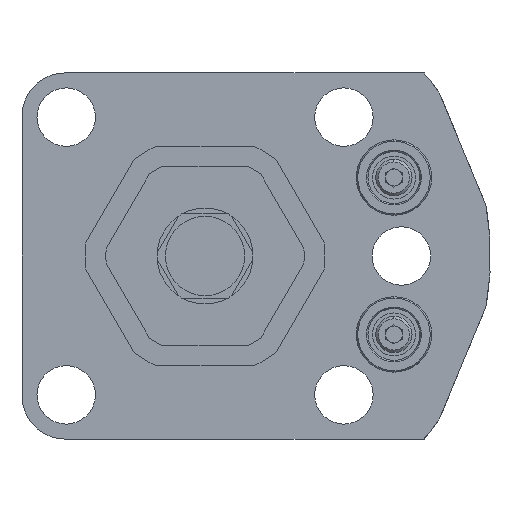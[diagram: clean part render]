
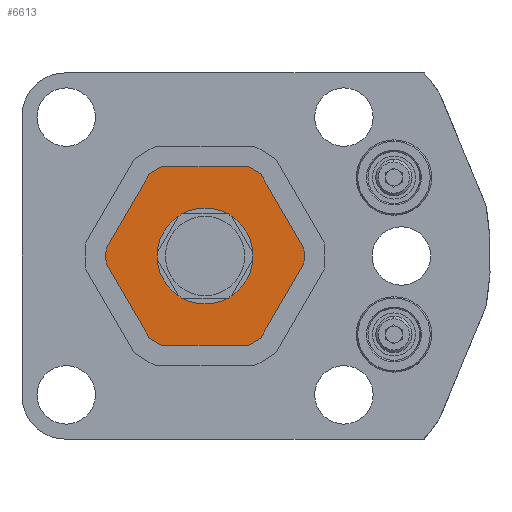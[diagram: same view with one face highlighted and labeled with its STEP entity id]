
A CAD part, left-side view. The second image highlights one B-rep face of the part: STEP entity #6613.
In plain terms, the highlighted planar face has unit normal (-1, 0, 0).
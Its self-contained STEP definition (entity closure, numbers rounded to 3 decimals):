
#2293=CARTESIAN_POINT('',(-44.267,0.,0.));
#2294=DIRECTION('',(-1.,0.,0.));
#2295=DIRECTION('',(0.,-0.997,-0.073));
#2296=AXIS2_PLACEMENT_3D('',#2293,#2294,#2295);
#2308=CARTESIAN_POINT('',(-44.267,0.,0.));
#2309=DIRECTION('',(-1.,0.,0.));
#2310=DIRECTION('',(0.,0.997,0.073));
#2311=AXIS2_PLACEMENT_3D('',#2308,#2309,#2310);
#2360=DIRECTION('',(0.,-0.5,-0.866));
#2361=VECTOR('',#2360,13.077);
#2362=CARTESIAN_POINT('',(-44.267,-8.422,12.412));
#2363=LINE('',#2362,#2361);
#2367=DIRECTION('',(0.,0.5,-0.866));
#2368=VECTOR('',#2367,13.077);
#2369=CARTESIAN_POINT('',(-44.267,-14.961,-1.088));
#2370=LINE('',#2369,#2368);
#2374=CARTESIAN_POINT('',(-44.267,0.,0.));
#2375=DIRECTION('',(-1.,0.,0.));
#2376=DIRECTION('',(0.,-0.436,-0.9));
#2377=AXIS2_PLACEMENT_3D('',#2374,#2375,#2376);
#2382=DIRECTION('',(0.,1.,0.));
#2383=VECTOR('',#2382,13.077);
#2384=CARTESIAN_POINT('',(-44.267,-6.538,-13.5));
#2385=LINE('',#2384,#2383);
#2389=CARTESIAN_POINT('',(-44.267,0.,0.));
#2390=DIRECTION('',(-1.,0.,0.));
#2391=DIRECTION('',(0.,0.561,-0.827));
#2392=AXIS2_PLACEMENT_3D('',#2389,#2390,#2391);
#2397=DIRECTION('',(0.,0.5,0.866));
#2398=VECTOR('',#2397,13.077);
#2399=CARTESIAN_POINT('',(-44.267,8.422,-12.412));
#2400=LINE('',#2399,#2398);
#2404=DIRECTION('',(0.,-0.5,0.866));
#2405=VECTOR('',#2404,13.077);
#2406=CARTESIAN_POINT('',(-44.267,14.961,1.088));
#2407=LINE('',#2406,#2405);
#2411=CARTESIAN_POINT('',(-44.267,0.,0.));
#2412=DIRECTION('',(1.,0.,0.));
#2413=DIRECTION('',(0.,0.561,0.827));
#2414=AXIS2_PLACEMENT_3D('',#2411,#2412,#2413);
#2419=DIRECTION('',(0.,-1.,0.));
#2420=VECTOR('',#2419,13.077);
#2421=CARTESIAN_POINT('',(-44.267,6.538,13.5));
#2422=LINE('',#2421,#2420);
#2426=CARTESIAN_POINT('',(-44.267,0.,0.));
#2427=DIRECTION('',(1.,0.,0.));
#2428=DIRECTION('',(0.,-0.436,0.9));
#2429=AXIS2_PLACEMENT_3D('',#2426,#2427,#2428);
#2434=CARTESIAN_POINT('',(-44.267,0.,0.));
#2435=DIRECTION('',(1.,0.,0.));
#2436=DIRECTION('',(0.,1.,0.));
#2437=AXIS2_PLACEMENT_3D('',#2434,#2435,#2436);
#2456=CARTESIAN_POINT('',(-44.267,0.,0.));
#2457=DIRECTION('',(-1.,0.,0.));
#2458=DIRECTION('',(0.,1.,0.));
#2459=AXIS2_PLACEMENT_3D('',#2456,#2457,#2458);
#4348=CARTESIAN_POINT('',(-44.267,1.7,0.));
#4350=VERTEX_POINT('',#4348);
#4352=CARTESIAN_POINT('',(-44.267,-1.7,0.));
#4354=VERTEX_POINT('',#4352);
#4444=CARTESIAN_POINT('',(-44.267,-8.422,12.412));
#4446=VERTEX_POINT('',#4444);
#4448=CARTESIAN_POINT('',(-44.267,-14.961,1.088));
#4450=VERTEX_POINT('',#4448);
#4452=CARTESIAN_POINT('',(-44.267,14.961,1.088));
#4454=VERTEX_POINT('',#4452);
#4456=CARTESIAN_POINT('',(-44.267,8.422,12.412));
#4458=VERTEX_POINT('',#4456);
#4460=CARTESIAN_POINT('',(-44.267,6.538,13.5));
#4462=VERTEX_POINT('',#4460);
#4464=CARTESIAN_POINT('',(-44.267,-6.538,13.5));
#4466=VERTEX_POINT('',#4464);
#4468=CARTESIAN_POINT('',(-44.267,-14.961,-1.088));
#4469=CARTESIAN_POINT('',(-44.267,-8.422,-12.412));
#4470=VERTEX_POINT('',#4468);
#4471=VERTEX_POINT('',#4469);
#4472=CARTESIAN_POINT('',(-44.267,-6.538,-13.5));
#4473=CARTESIAN_POINT('',(-44.267,6.538,-13.5));
#4474=VERTEX_POINT('',#4472);
#4475=VERTEX_POINT('',#4473);
#4476=CARTESIAN_POINT('',(-44.267,8.422,-12.412));
#4477=CARTESIAN_POINT('',(-44.267,14.961,-1.088));
#4478=VERTEX_POINT('',#4476);
#4479=VERTEX_POINT('',#4477);
#6583=CARTESIAN_POINT('',(-44.267,0.,0.));
#6584=DIRECTION('',(1.,0.,0.));
#6585=DIRECTION('',(0.,-1.,0.));
#6586=AXIS2_PLACEMENT_3D('',#6583,#6584,#6585);
#6587=PLANE('',#6586);
#6589=ORIENTED_EDGE('',*,*,#6588,.T.);
#6590=ORIENTED_EDGE('',*,*,#6533,.F.);
#6592=ORIENTED_EDGE('',*,*,#6591,.T.);
#6593=ORIENTED_EDGE('',*,*,#6505,.F.);
#6594=ORIENTED_EDGE('',*,*,#6575,.T.);
#6595=ORIENTED_EDGE('',*,*,#6490,.F.);
#6597=ORIENTED_EDGE('',*,*,#6596,.T.);
#6598=ORIENTED_EDGE('',*,*,#6545,.F.);
#6600=ORIENTED_EDGE('',*,*,#6599,.T.);
#6601=ORIENTED_EDGE('',*,*,#6565,.T.);
#6603=ORIENTED_EDGE('',*,*,#6602,.T.);
#6604=ORIENTED_EDGE('',*,*,#6517,.T.);
#6605=EDGE_LOOP('',(#6589,#6590,#6592,#6593,#6594,#6595,#6597,#6598,#6600,#6601,
#6603,#6604));
#6606=FACE_OUTER_BOUND('',#6605,.F.);
#6608=ORIENTED_EDGE('',*,*,#6607,.F.);
#6610=ORIENTED_EDGE('',*,*,#6609,.T.);
#6611=EDGE_LOOP('',(#6608,#6610));
#6612=FACE_BOUND('',#6611,.F.);
#2297=CIRCLE('',#2296,15.);
#2312=CIRCLE('',#2311,15.);
#2378=CIRCLE('',#2377,15.);
#2393=CIRCLE('',#2392,15.);
#2415=CIRCLE('',#2414,15.);
#2430=CIRCLE('',#2429,15.);
#2438=CIRCLE('',#2437,1.7);
#2460=CIRCLE('',#2459,1.7);
#6490=EDGE_CURVE('',#4478,#4475,#2393,.T.);
#6505=EDGE_CURVE('',#4474,#4471,#2378,.T.);
#6517=EDGE_CURVE('',#4466,#4446,#2430,.T.);
#6533=EDGE_CURVE('',#4470,#4450,#2297,.T.);
#6545=EDGE_CURVE('',#4454,#4479,#2312,.T.);
#6565=EDGE_CURVE('',#4458,#4462,#2415,.T.);
#6575=EDGE_CURVE('',#4474,#4475,#2385,.T.);
#6588=EDGE_CURVE('',#4446,#4450,#2363,.T.);
#6591=EDGE_CURVE('',#4470,#4471,#2370,.T.);
#6596=EDGE_CURVE('',#4478,#4479,#2400,.T.);
#6599=EDGE_CURVE('',#4454,#4458,#2407,.T.);
#6602=EDGE_CURVE('',#4462,#4466,#2422,.T.);
#6607=EDGE_CURVE('',#4350,#4354,#2438,.T.);
#6609=EDGE_CURVE('',#4350,#4354,#2460,.T.);
#6613=ADVANCED_FACE('',(#6606,#6612),#6587,.F.);
